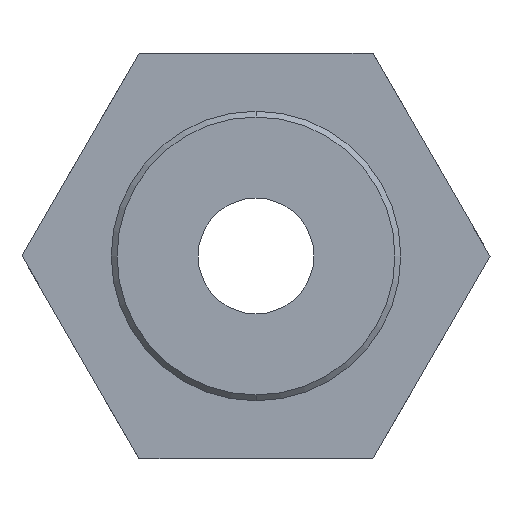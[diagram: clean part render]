
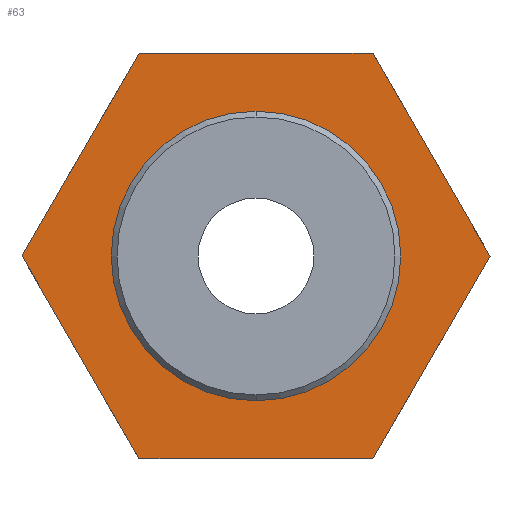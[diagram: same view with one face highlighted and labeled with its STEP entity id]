
A CAD part, front view. The second image highlights one B-rep face of the part: STEP entity #63.
In plain terms, the highlighted planar face has unit normal (0, -1, 0).
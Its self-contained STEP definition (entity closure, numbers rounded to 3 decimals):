
#63=ADVANCED_FACE('NONE',(#122,#123),#124,.T.);
#122=FACE_OUTER_BOUND('',#210,.T.);
#123=FACE_BOUND('',#211,.T.);
#124=PLANE('',#212);
#210=EDGE_LOOP('',(#396,#397,#398,#399,#400,#401));
#211=EDGE_LOOP('',(#402,#403));
#212=AXIS2_PLACEMENT_3D('',#404,#405,#406);
#396=ORIENTED_EDGE('',*,*,#624,.T.);
#397=ORIENTED_EDGE('',*,*,#605,.T.);
#398=ORIENTED_EDGE('',*,*,#609,.T.);
#399=ORIENTED_EDGE('',*,*,#613,.T.);
#400=ORIENTED_EDGE('',*,*,#617,.T.);
#401=ORIENTED_EDGE('',*,*,#621,.T.);
#402=ORIENTED_EDGE('',*,*,#578,.F.);
#403=ORIENTED_EDGE('',*,*,#625,.F.);
#404=CARTESIAN_POINT('',(14.0,9.2,0.0));
#405=DIRECTION('',(0.0,-1.0,0.0));
#406=DIRECTION('',(0.0,0.0,-1.0));
#578=EDGE_CURVE('NONE',#686,#687,#688,.T.);
#605=EDGE_CURVE('NONE',#729,#735,#737,.T.);
#609=EDGE_CURVE('NONE',#735,#741,#743,.T.);
#613=EDGE_CURVE('NONE',#741,#747,#749,.T.);
#617=EDGE_CURVE('NONE',#747,#753,#755,.T.);
#621=EDGE_CURVE('NONE',#753,#759,#761,.T.);
#624=EDGE_CURVE('NONE',#759,#729,#764,.T.);
#625=EDGE_CURVE('NONE',#687,#686,#765,.T.);
#686=VERTEX_POINT('NONE',#836);
#687=VERTEX_POINT('NONE',#837);
#688=CIRCLE('',#838,6.75);
#729=VERTEX_POINT('NONE',#892);
#735=VERTEX_POINT('NONE',#909);
#737=LINE('',#912,#913);
#741=VERTEX_POINT('NONE',#927);
#743=LINE('',#930,#931);
#747=VERTEX_POINT('NONE',#945);
#749=LINE('',#948,#949);
#753=VERTEX_POINT('NONE',#963);
#755=LINE('',#966,#967);
#759=VERTEX_POINT('NONE',#981);
#761=LINE('',#984,#985);
#764=LINE('',#998,#999);
#765=CIRCLE('',#1000,6.75);
#836=CARTESIAN_POINT('',(0.0,9.2,-6.75));
#837=CARTESIAN_POINT('',(0.,9.2,6.75));
#838=AXIS2_PLACEMENT_3D('',#1065,#1066,#1067);
#892=CARTESIAN_POINT('',(6.067,9.2,10.497));
#909=CARTESIAN_POINT('',(-6.058,9.2,10.503));
#912=CARTESIAN_POINT('',(14.005,9.2,10.494));
#913=VECTOR('',#1117,1000.0);
#927=CARTESIAN_POINT('',(-12.124,9.2,0.005));
#930=CARTESIAN_POINT('',(-5.586,9.2,11.319));
#931=VECTOR('',#1119,1000.0);
#945=CARTESIAN_POINT('',(-6.067,9.2,-10.497));
#948=CARTESIAN_POINT('',(-5.601,9.2,-11.305));
#949=VECTOR('',#1121,1000.0);
#963=CARTESIAN_POINT('',(6.058,9.2,-10.503));
#966=CARTESIAN_POINT('',(13.995,9.2,-10.506));
#967=VECTOR('',#1123,1000.0);
#981=CARTESIAN_POINT('',(12.124,9.2,-0.005));
#984=CARTESIAN_POINT('',(12.596,9.2,0.811));
#985=VECTOR('',#1125,1000.0);
#998=CARTESIAN_POINT('',(12.59,9.2,-0.813));
#999=VECTOR('',#1126,1000.0);
#1000=AXIS2_PLACEMENT_3D('',#1127,#1128,#1129);
#1065=CARTESIAN_POINT('',(0.0,9.2,0.0));
#1066=DIRECTION('',(0.0,-1.0,0.0));
#1067=DIRECTION('',(0.0,0.0,-1.0));
#1117=DIRECTION('',(-1.,0.0,0.));
#1119=DIRECTION('',(-0.5,0.0,-0.866));
#1121=DIRECTION('',(0.5,0.0,-0.866));
#1123=DIRECTION('',(1.,0.0,0.));
#1125=DIRECTION('',(0.5,0.0,0.866));
#1126=DIRECTION('',(-0.5,0.0,0.866));
#1127=CARTESIAN_POINT('',(0.0,9.2,0.0));
#1128=DIRECTION('',(0.0,-1.0,0.0));
#1129=DIRECTION('',(0.0,0.0,-1.0));
